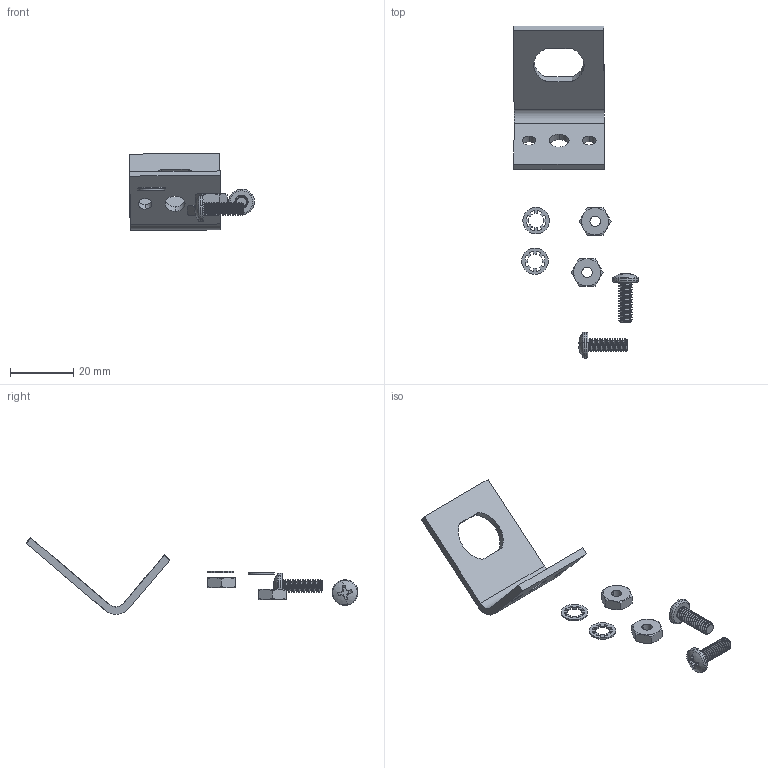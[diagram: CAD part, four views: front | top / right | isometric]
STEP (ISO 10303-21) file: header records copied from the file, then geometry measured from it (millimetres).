
FILE_DESCRIPTION (( 'STEP AP214' ), '1' );
FILE_NAME ('BFN.STEP', '2018-03-08T17:39:18', ( '' ), ( '' ), 'SwSTEP 2.0', 'SolidWorks 2016', '' );
FILE_SCHEMA (( 'AUTOMOTIVE_DESIGN' ));
Length unit declared in the file: inch
Products named in the file (8): 5420-0104; BFN; BFN-C^BFN; 2003-1052_Hidden; 9100-0178; 1171-0211-08; 1173-0002; 1172-0001
Assembly tree (8 placements, depth 3):
  BFN
    9100-0178
      5420-0104
      1172-0001  x2
      1173-0002  x2
      1171-0211-08  x2
  BFN-C^BFN
  2003-1052_Hidden
Bounding box: 39.54 x 105.18 x 24.3 mm (x, y, z)
Volume: 4188.2 mm3; surface area: 5021.6 mm2
Topology: 7 solids, 7 shells, 443 faces, 1265 edges, 838 vertices
Faces by surface type: cylinder 275, plane 116, cone 34, torus 8, bspline 6, sphere 4
Entity records: 10170 total; most frequent: CARTESIAN_POINT 4156, ORIENTED_EDGE 1322, DIRECTION 1135, EDGE_CURVE 661, VERTEX_POINT 438, AXIS2_PLACEMENT_3D 426, LINE 283, VECTOR 283
